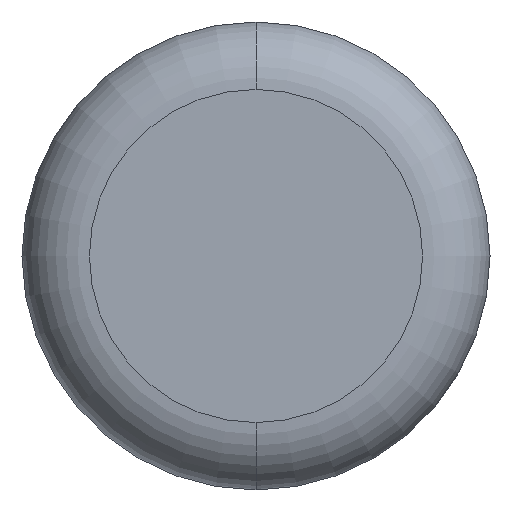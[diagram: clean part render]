
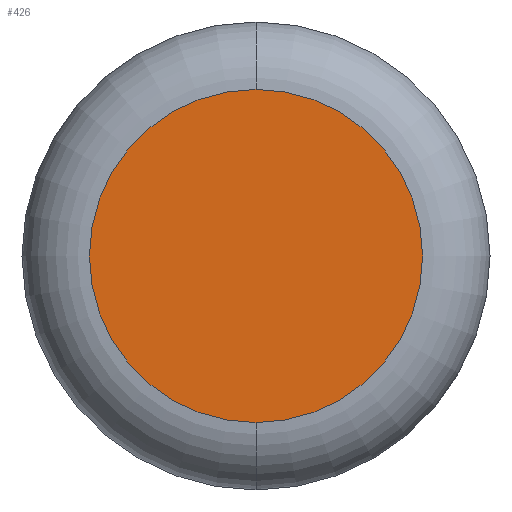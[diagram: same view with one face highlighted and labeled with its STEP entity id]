
A CAD part, front view. The second image highlights one B-rep face of the part: STEP entity #426.
In plain terms, the highlighted planar face has unit normal (0, -1, 0).
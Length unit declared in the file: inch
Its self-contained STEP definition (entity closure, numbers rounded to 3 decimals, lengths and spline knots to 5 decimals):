
#5 = CIRCLE ( 'NONE', #319, 0.2225 ) ;
#33 = CARTESIAN_POINT ( 'NONE',  ( 0., 0., 0. ) ) ;
#52 = DIRECTION ( 'NONE',  ( 0., -1., 0. ) ) ;
#70 = CIRCLE ( 'NONE', #243, 0.2225 ) ;
#81 = ORIENTED_EDGE ( 'NONE', *, *, #380, .T. ) ;
#83 = DIRECTION ( 'NONE',  ( 0., -1., 0. ) ) ;
#93 = EDGE_CURVE ( 'NONE', #523, #103, #5, .T. ) ;
#103 = VERTEX_POINT ( 'NONE', #172 ) ;
#110 = EDGE_LOOP ( 'NONE', ( #81, #274 ) ) ;
#137 = PLANE ( 'NONE',  #348 ) ;
#172 = CARTESIAN_POINT ( 'NONE',  ( 0., 0., -0.2225 ) ) ;
#236 = DIRECTION ( 'NONE',  ( 0., 0., -1. ) ) ;
#243 = AXIS2_PLACEMENT_3D ( 'NONE', #33, #83, #236 ) ;
#249 = DIRECTION ( 'NONE',  ( 0., 0., -1. ) ) ;
#261 = DIRECTION ( 'NONE',  ( 0., 0., -1. ) ) ;
#274 = ORIENTED_EDGE ( 'NONE', *, *, #93, .T. ) ;
#297 = CARTESIAN_POINT ( 'NONE',  ( 0., 0., 0. ) ) ;
#319 = AXIS2_PLACEMENT_3D ( 'NONE', #508, #52, #261 ) ;
#337 = FACE_OUTER_BOUND ( 'NONE', #110, .T. ) ;
#348 = AXIS2_PLACEMENT_3D ( 'NONE', #297, #504, #249 ) ;
#356 = CARTESIAN_POINT ( 'NONE',  ( 0., 0., 0.2225 ) ) ;
#380 = EDGE_CURVE ( 'NONE', #103, #523, #70, .T. ) ;
#426 = ADVANCED_FACE ( 'NONE', ( #337 ), #137, .T. ) ;
#504 = DIRECTION ( 'NONE',  ( 0., -1., 0. ) ) ;
#508 = CARTESIAN_POINT ( 'NONE',  ( 0., 0., 0. ) ) ;
#523 = VERTEX_POINT ( 'NONE', #356 ) ;
